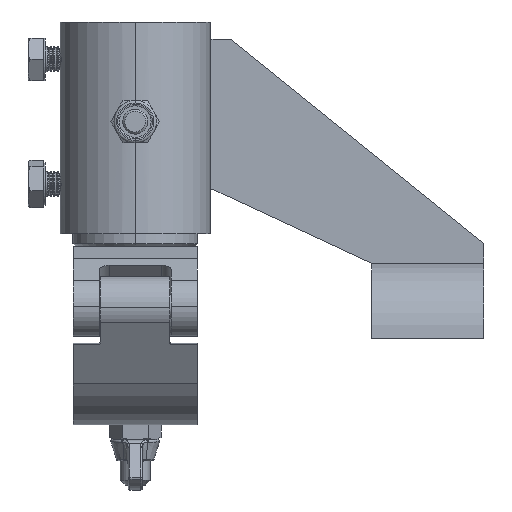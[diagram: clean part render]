
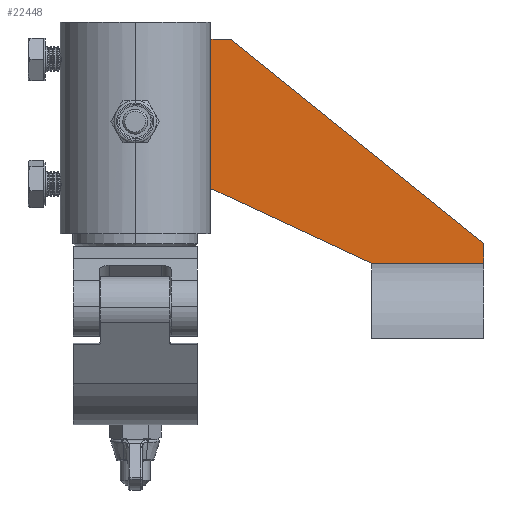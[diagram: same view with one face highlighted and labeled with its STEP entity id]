
A CAD part, left-side view. The second image highlights one B-rep face of the part: STEP entity #22448.
In plain terms, the highlighted planar face has unit normal (-1, 0, 0).
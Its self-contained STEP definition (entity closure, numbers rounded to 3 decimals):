
#742 = DIRECTION ( 'NONE',  ( 0., 0.907, 0.421 ) ) ;
#1526 = VECTOR ( 'NONE', #3335, 1000. ) ;
#2521 = CARTESIAN_POINT ( 'NONE',  ( -2.5, -64.584, -30. ) ) ;
#2525 = DIRECTION ( 'NONE',  ( 0., -0.778, -0.628 ) ) ;
#2654 = VERTEX_POINT ( 'NONE', #21036 ) ;
#3335 = DIRECTION ( 'NONE',  ( 0., 1., 0. ) ) ;
#3646 = VERTEX_POINT ( 'NONE', #18406 ) ;
#3807 = VECTOR ( 'NONE', #742, 1000. ) ;
#4511 = CARTESIAN_POINT ( 'NONE',  ( -2.5, 0., 0. ) ) ;
#5127 = VERTEX_POINT ( 'NONE', #2521 ) ;
#5202 = DIRECTION ( 'NONE',  ( 0., 0., -1. ) ) ;
#5569 = LINE ( 'NONE', #24482, #11678 ) ;
#6110 = EDGE_CURVE ( 'NONE', #3646, #10904, #23316, .T. ) ;
#6196 = CARTESIAN_POINT ( 'NONE',  ( -2.5, -8., 60. ) ) ;
#6546 = VECTOR ( 'NONE', #10342, 1000. ) ;
#7439 = DIRECTION ( 'NONE',  ( 1., 0., 0. ) ) ;
#7638 = VECTOR ( 'NONE', #12375, 1000. ) ;
#8304 = EDGE_CURVE ( 'NONE', #12183, #5127, #20817, .T. ) ;
#10090 = EDGE_CURVE ( 'NONE', #12527, #2654, #24156, .T. ) ;
#10342 = DIRECTION ( 'NONE',  ( 0., 0., 1. ) ) ;
#10904 = VERTEX_POINT ( 'NONE', #22760 ) ;
#11134 = ORIENTED_EDGE ( 'NONE', *, *, #6110, .F. ) ;
#11673 = AXIS2_PLACEMENT_3D ( 'NONE', #19209, #7439, #19469 ) ;
#11678 = VECTOR ( 'NONE', #5202, 1000. ) ;
#11995 = LINE ( 'NONE', #22014, #7638 ) ;
#12183 = VERTEX_POINT ( 'NONE', #19227 ) ;
#12375 = DIRECTION ( 'NONE',  ( 0., -1., 0. ) ) ;
#12527 = VERTEX_POINT ( 'NONE', #18453 ) ;
#12887 = EDGE_CURVE ( 'NONE', #10904, #12183, #5569, .T. ) ;
#12896 = ORIENTED_EDGE ( 'NONE', *, *, #12887, .F. ) ;
#13764 = FACE_OUTER_BOUND ( 'NONE', #20893, .T. ) ;
#15977 = CARTESIAN_POINT ( 'NONE',  ( -2.5, -64.584, -30. ) ) ;
#16350 = ORIENTED_EDGE ( 'NONE', *, *, #8304, .F. ) ;
#16888 = ORIENTED_EDGE ( 'NONE', *, *, #18947, .F. ) ;
#17203 = ORIENTED_EDGE ( 'NONE', *, *, #20932, .F. ) ;
#18118 = LINE ( 'NONE', #15977, #3807 ) ;
#18406 = CARTESIAN_POINT ( 'NONE',  ( -2.5, -8., 60. ) ) ;
#18453 = CARTESIAN_POINT ( 'NONE',  ( -2.5, 0., 0. ) ) ;
#18947 = EDGE_CURVE ( 'NONE', #5127, #12527, #18118, .T. ) ;
#18961 = PLANE ( 'NONE',  #11673 ) ;
#19209 = CARTESIAN_POINT ( 'NONE',  ( -2.5, 0., 0. ) ) ;
#19227 = CARTESIAN_POINT ( 'NONE',  ( -2.5, -109.584, -30. ) ) ;
#19327 = ORIENTED_EDGE ( 'NONE', *, *, #10090, .F. ) ;
#19469 = DIRECTION ( 'NONE',  ( 0., 0., -1. ) ) ;
#20817 = LINE ( 'NONE', #23097, #1526 ) ;
#20893 = EDGE_LOOP ( 'NONE', ( #16888, #16350, #12896, #11134, #17203, #19327 ) ) ;
#20932 = EDGE_CURVE ( 'NONE', #2654, #3646, #11995, .T. ) ;
#20978 = VECTOR ( 'NONE', #2525, 1000. ) ;
#21036 = CARTESIAN_POINT ( 'NONE',  ( -2.5, 0., 60. ) ) ;
#22014 = CARTESIAN_POINT ( 'NONE',  ( -2.5, -8., 60. ) ) ;
#22448 = ADVANCED_FACE ( 'NONE', ( #13764 ), #18961, .F. ) ;
#22760 = CARTESIAN_POINT ( 'NONE',  ( -2.5, -109.584, -22. ) ) ;
#23097 = CARTESIAN_POINT ( 'NONE',  ( -2.5, -109.584, -30. ) ) ;
#23316 = LINE ( 'NONE', #6196, #20978 ) ;
#24156 = LINE ( 'NONE', #4511, #6546 ) ;
#24482 = CARTESIAN_POINT ( 'NONE',  ( -2.5, -109.584, -30. ) ) ;
